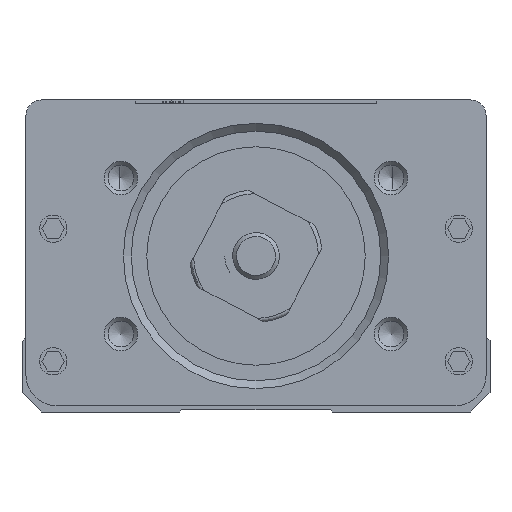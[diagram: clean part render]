
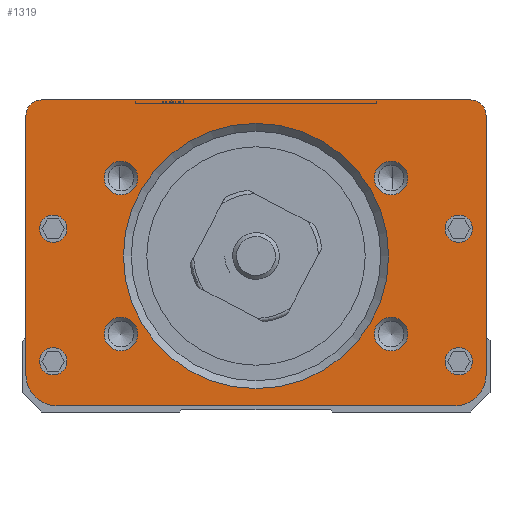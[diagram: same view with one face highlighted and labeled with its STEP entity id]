
A CAD part, front view. The second image highlights one B-rep face of the part: STEP entity #1319.
In plain terms, the highlighted face is planar.
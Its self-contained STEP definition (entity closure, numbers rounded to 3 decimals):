
#775=FACE_BOUND('',#3699,.T.);
#776=FACE_BOUND('',#3700,.T.);
#777=FACE_BOUND('',#3701,.T.);
#778=FACE_BOUND('',#3702,.T.);
#779=FACE_BOUND('',#3703,.T.);
#780=FACE_BOUND('',#3704,.T.);
#781=FACE_BOUND('',#3705,.T.);
#782=FACE_BOUND('',#3706,.T.);
#783=FACE_BOUND('',#3707,.T.);
#784=FACE_BOUND('',#3708,.T.);
#1319=ADVANCED_FACE('',(#775,#776,#777,#778,#779,#780,#781,#782,#783,#784),
#2265,.F.);
#2265=PLANE('',#17158);
#3699=EDGE_LOOP('',(#8459));
#3700=EDGE_LOOP('',(#8460));
#3701=EDGE_LOOP('',(#8461));
#3702=EDGE_LOOP('',(#8462));
#3703=EDGE_LOOP('',(#8463));
#3704=EDGE_LOOP('',(#8464));
#3705=EDGE_LOOP('',(#8465));
#3706=EDGE_LOOP('',(#8466));
#3707=EDGE_LOOP('',(#8467));
#3708=EDGE_LOOP('',(#8468,#8469,#8470,#8471,#8472,#8473,#8474,#8475));
#5016=LINE('',#24138,#6534);
#5062=LINE('',#24266,#6580);
#5064=LINE('',#24270,#6582);
#5084=LINE('',#24320,#6602);
#6534=VECTOR('',#19047,1.);
#6580=VECTOR('',#19141,1.);
#6582=VECTOR('',#19145,1.);
#6602=VECTOR('',#19191,1.);
#8459=ORIENTED_EDGE('',*,*,#14419,.T.);
#8460=ORIENTED_EDGE('',*,*,#14420,.T.);
#8461=ORIENTED_EDGE('',*,*,#14421,.T.);
#8462=ORIENTED_EDGE('',*,*,#14422,.T.);
#8463=ORIENTED_EDGE('',*,*,#14423,.T.);
#8464=ORIENTED_EDGE('',*,*,#14424,.T.);
#8465=ORIENTED_EDGE('',*,*,#14425,.T.);
#8466=ORIENTED_EDGE('',*,*,#14426,.T.);
#8467=ORIENTED_EDGE('',*,*,#14427,.T.);
#8468=ORIENTED_EDGE('',*,*,#14402,.F.);
#8469=ORIENTED_EDGE('',*,*,#14356,.F.);
#8470=ORIENTED_EDGE('',*,*,#14377,.F.);
#8471=ORIENTED_EDGE('',*,*,#14417,.F.);
#8472=ORIENTED_EDGE('',*,*,#14312,.F.);
#8473=ORIENTED_EDGE('',*,*,#14416,.F.);
#8474=ORIENTED_EDGE('',*,*,#14375,.F.);
#8475=ORIENTED_EDGE('',*,*,#14364,.F.);
#12692=VERTEX_POINT('',#24137);
#12693=VERTEX_POINT('',#24139);
#12733=VERTEX_POINT('',#24225);
#12734=VERTEX_POINT('',#24227);
#12741=VERTEX_POINT('',#24243);
#12742=VERTEX_POINT('',#24245);
#12747=VERTEX_POINT('',#24258);
#12751=VERTEX_POINT('',#24269);
#12776=VERTEX_POINT('',#24350);
#12777=VERTEX_POINT('',#24352);
#12778=VERTEX_POINT('',#24354);
#12779=VERTEX_POINT('',#24356);
#12780=VERTEX_POINT('',#24358);
#12781=VERTEX_POINT('',#24360);
#12782=VERTEX_POINT('',#24362);
#12783=VERTEX_POINT('',#24364);
#12784=VERTEX_POINT('',#24366);
#14312=EDGE_CURVE('',#12692,#12693,#5016,.T.);
#14356=EDGE_CURVE('',#12733,#12734,#16383,.T.);
#14364=EDGE_CURVE('',#12741,#12742,#16385,.T.);
#14375=EDGE_CURVE('',#12742,#12747,#5062,.T.);
#14377=EDGE_CURVE('',#12751,#12733,#5064,.T.);
#14402=EDGE_CURVE('',#12734,#12741,#5084,.T.);
#14416=EDGE_CURVE('',#12747,#12692,#16396,.T.);
#14417=EDGE_CURVE('',#12693,#12751,#16397,.T.);
#14419=EDGE_CURVE('',#12776,#12776,#16399,.T.);
#14420=EDGE_CURVE('',#12777,#12777,#16400,.T.);
#14421=EDGE_CURVE('',#12778,#12778,#16401,.T.);
#14422=EDGE_CURVE('',#12779,#12779,#16402,.T.);
#14423=EDGE_CURVE('',#12780,#12780,#16403,.T.);
#14424=EDGE_CURVE('',#12781,#12781,#16404,.T.);
#14425=EDGE_CURVE('',#12782,#12782,#16405,.T.);
#14426=EDGE_CURVE('',#12783,#12783,#16406,.T.);
#14427=EDGE_CURVE('',#12784,#12784,#16407,.T.);
#16383=CIRCLE('',#17115,4.);
#16385=CIRCLE('',#17119,4.);
#16396=CIRCLE('',#17143,2.);
#16397=CIRCLE('',#17145,2.);
#16399=CIRCLE('',#17149,2.15);
#16400=CIRCLE('',#17150,2.15);
#16401=CIRCLE('',#17151,2.15);
#16402=CIRCLE('',#17152,2.15);
#16403=CIRCLE('',#17153,17.);
#16404=CIRCLE('',#17154,1.75);
#16405=CIRCLE('',#17155,1.75);
#16406=CIRCLE('',#17156,1.75);
#16407=CIRCLE('',#17157,1.75);
#17115=AXIS2_PLACEMENT_3D('',#24226,#19111,#19112);
#17119=AXIS2_PLACEMENT_3D('',#24244,#19125,#19126);
#17143=AXIS2_PLACEMENT_3D('',#24343,#19214,#19215);
#17145=AXIS2_PLACEMENT_3D('',#24345,#19218,#19219);
#17149=AXIS2_PLACEMENT_3D('',#24349,#19226,#19227);
#17150=AXIS2_PLACEMENT_3D('',#24351,#19228,#19229);
#17151=AXIS2_PLACEMENT_3D('',#24353,#19230,#19231);
#17152=AXIS2_PLACEMENT_3D('',#24355,#19232,#19233);
#17153=AXIS2_PLACEMENT_3D('',#24357,#19234,#19235);
#17154=AXIS2_PLACEMENT_3D('',#24359,#19236,#19237);
#17155=AXIS2_PLACEMENT_3D('',#24361,#19238,#19239);
#17156=AXIS2_PLACEMENT_3D('',#24363,#19240,#19241);
#17157=AXIS2_PLACEMENT_3D('',#24365,#19242,#19243);
#17158=AXIS2_PLACEMENT_3D('',#24367,#19244,#19245);
#19047=DIRECTION('',(1.,0.,0.));
#19111=DIRECTION('',(0.,1.,0.));
#19112=DIRECTION('',(1.,0.,0.));
#19125=DIRECTION('',(0.,1.,0.));
#19126=DIRECTION('',(1.,0.,0.));
#19141=DIRECTION('',(0.,0.,1.));
#19145=DIRECTION('',(0.,0.,-1.));
#19191=DIRECTION('',(-1.,0.,0.));
#19214=DIRECTION('',(0.,1.,0.));
#19215=DIRECTION('',(0.,0.,1.));
#19218=DIRECTION('',(0.,1.,0.));
#19219=DIRECTION('',(0.,0.,1.));
#19226=DIRECTION('',(0.,1.,0.));
#19227=DIRECTION('',(0.,0.,1.));
#19228=DIRECTION('',(0.,1.,0.));
#19229=DIRECTION('',(0.,0.,1.));
#19230=DIRECTION('',(0.,1.,0.));
#19231=DIRECTION('',(0.,0.,1.));
#19232=DIRECTION('',(0.,1.,0.));
#19233=DIRECTION('',(0.,0.,1.));
#19234=DIRECTION('',(0.,1.,0.));
#19235=DIRECTION('',(0.,0.,1.));
#19236=DIRECTION('',(0.,1.,0.));
#19237=DIRECTION('',(0.,0.,1.));
#19238=DIRECTION('',(0.,1.,0.));
#19239=DIRECTION('',(0.,0.,1.));
#19240=DIRECTION('',(0.,1.,0.));
#19241=DIRECTION('',(0.,0.,1.));
#19242=DIRECTION('',(0.,1.,0.));
#19243=DIRECTION('',(0.,0.,1.));
#19244=DIRECTION('',(0.,1.,0.));
#19245=DIRECTION('',(0.,0.,-1.));
#24137=CARTESIAN_POINT('',(-27.5,-130.762,38.));
#24138=CARTESIAN_POINT('',(-25.5,-130.762,38.));
#24139=CARTESIAN_POINT('',(27.5,-130.762,38.));
#24225=CARTESIAN_POINT('',(29.5,-130.762,2.8));
#24226=CARTESIAN_POINT('',(25.5,-130.762,2.8));
#24227=CARTESIAN_POINT('',(25.5,-130.762,-1.2));
#24243=CARTESIAN_POINT('',(-25.5,-130.762,-1.2));
#24244=CARTESIAN_POINT('',(-25.5,-130.762,2.8));
#24245=CARTESIAN_POINT('',(-29.5,-130.762,2.8));
#24258=CARTESIAN_POINT('',(-29.5,-130.762,36.));
#24266=CARTESIAN_POINT('',(-29.5,-130.762,2.8));
#24269=CARTESIAN_POINT('',(29.5,-130.762,36.));
#24270=CARTESIAN_POINT('',(29.5,-130.762,39.));
#24320=CARTESIAN_POINT('',(25.5,-130.762,-1.2));
#24343=CARTESIAN_POINT('',(-27.5,-130.762,36.));
#24345=CARTESIAN_POINT('',(27.5,-130.762,36.));
#24349=CARTESIAN_POINT('',(-17.321,-130.762,28.));
#24350=CARTESIAN_POINT('',(-17.321,-130.762,30.15));
#24351=CARTESIAN_POINT('',(17.321,-130.762,8.));
#24352=CARTESIAN_POINT('',(17.321,-130.762,10.15));
#24353=CARTESIAN_POINT('',(17.321,-130.762,28.));
#24354=CARTESIAN_POINT('',(17.321,-130.762,30.15));
#24355=CARTESIAN_POINT('',(-17.321,-130.762,8.));
#24356=CARTESIAN_POINT('',(-17.321,-130.762,10.15));
#24357=CARTESIAN_POINT('',(0.,-130.762,18.));
#24358=CARTESIAN_POINT('',(0.,-130.762,35.));
#24359=CARTESIAN_POINT('',(-26.,-130.762,21.5));
#24360=CARTESIAN_POINT('',(-26.,-130.762,23.25));
#24361=CARTESIAN_POINT('',(-26.,-130.762,4.5));
#24362=CARTESIAN_POINT('',(-26.,-130.762,6.25));
#24363=CARTESIAN_POINT('',(26.,-130.762,4.5));
#24364=CARTESIAN_POINT('',(26.,-130.762,6.25));
#24365=CARTESIAN_POINT('',(26.,-130.762,21.5));
#24366=CARTESIAN_POINT('',(26.,-130.762,23.25));
#24367=CARTESIAN_POINT('',(-25.5,-130.762,2.8));
